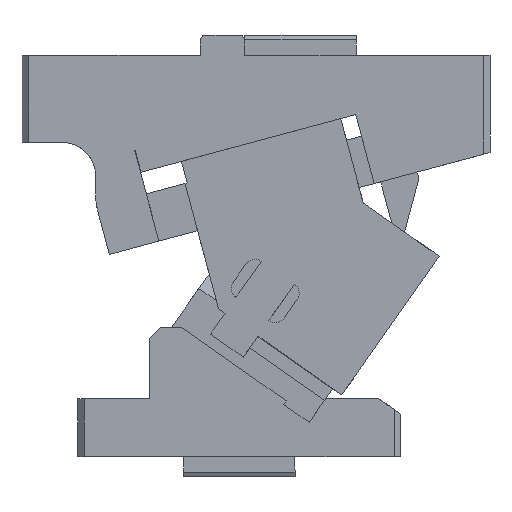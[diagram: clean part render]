
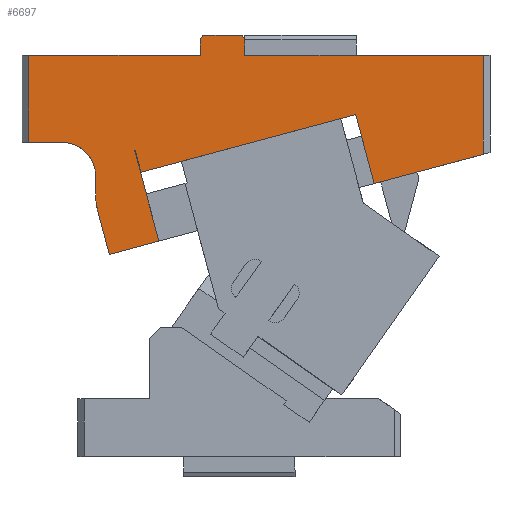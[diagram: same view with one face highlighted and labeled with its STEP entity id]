
A CAD part, front view. The second image highlights one B-rep face of the part: STEP entity #6697.
In plain terms, the highlighted planar face has unit normal (0, -1, 0).
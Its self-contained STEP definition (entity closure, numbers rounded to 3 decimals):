
#3500=CARTESIAN_POINT('Vertex',(36.439,0.,96.654)) ;
#3542=CARTESIAN_POINT('Vertex',(25.568,0.,137.223)) ;
#3545=CARTESIAN_POINT('Line Origine',(31.004,0.,116.938)) ;
#3645=CARTESIAN_POINT('Line Origine',(25.689,0.,137.255)) ;
#3649=CARTESIAN_POINT('Vertex',(25.81,0.,137.287)) ;
#3694=CARTESIAN_POINT('Vertex',(133.031,0.,122.536)) ;
#3697=CARTESIAN_POINT('Line Origine',(128.89,0.,137.99)) ;
#3701=CARTESIAN_POINT('Vertex',(124.749,0.,153.445)) ;
#3825=CARTESIAN_POINT('Vertex',(182.,0.,135.657)) ;
#3832=CARTESIAN_POINT('Vertex',(182.,0.,180.)) ;
#3835=CARTESIAN_POINT('Line Origine',(182.,0.,164.)) ;
#3839=CARTESIAN_POINT('Vertex',(182.,0.,148.)) ;
#3842=CARTESIAN_POINT('Line Origine',(182.,0.,141.828)) ;
#3874=CARTESIAN_POINT('Vertex',(14.222,0.,90.701)) ;
#3877=CARTESIAN_POINT('Line Origine',(11.622,0.,100.405)) ;
#3881=CARTESIAN_POINT('Vertex',(9.022,0.,110.108)) ;
#4591=CARTESIAN_POINT('Axis2P3D Location',(38.,0.,117.873)) ;
#4595=CARTESIAN_POINT('Vertex',(8.,0.,117.873)) ;
#4619=CARTESIAN_POINT('Line Origine',(8.,0.,121.936)) ;
#4623=CARTESIAN_POINT('Vertex',(8.,0.,126.)) ;
#4664=CARTESIAN_POINT('Axis2P3D Location',(-7.,0.,126.)) ;
#4668=CARTESIAN_POINT('Vertex',(-7.,0.,141.)) ;
#4795=CARTESIAN_POINT('Line Origine',(-14.5,0.,141.)) ;
#4799=CARTESIAN_POINT('Vertex',(-22.,0.,141.)) ;
#5010=CARTESIAN_POINT('Vertex',(56.155,0.,189.)) ;
#5024=CARTESIAN_POINT('Vertex',(55.,0.,187.)) ;
#5027=CARTESIAN_POINT('Line Origine',(55.577,0.,188.)) ;
#5051=CARTESIAN_POINT('Line Origine',(65.,0.,189.)) ;
#5055=CARTESIAN_POINT('Vertex',(73.845,0.,189.)) ;
#5075=CARTESIAN_POINT('Line Origine',(74.423,0.,188.)) ;
#5079=CARTESIAN_POINT('Vertex',(75.,0.,187.)) ;
#5122=CARTESIAN_POINT('Line Origine',(-22.,0.,160.5)) ;
#5126=CARTESIAN_POINT('Vertex',(-22.,0.,180.)) ;
#6433=CARTESIAN_POINT('Line Origine',(157.516,0.,129.096)) ;
#6438=CARTESIAN_POINT('Line Origine',(25.331,0.,93.677)) ;
#6512=CARTESIAN_POINT('Vertex',(75.,0.,180.)) ;
#6515=CARTESIAN_POINT('Line Origine',(128.5,0.,180.)) ;
#6561=CARTESIAN_POINT('Vertex',(55.,0.,180.)) ;
#6571=CARTESIAN_POINT('Line Origine',(16.5,0.,180.)) ;
#6608=CARTESIAN_POINT('Line Origine',(55.,0.,183.5)) ;
#6620=CARTESIAN_POINT('Line Origine',(75.,0.,183.5)) ;
#6644=CARTESIAN_POINT('Line Origine',(76.574,0.,140.537)) ;
#6648=CARTESIAN_POINT('Vertex',(28.398,0.,127.628)) ;
#6663=CARTESIAN_POINT('Axis2P3D Location',(4.08,0.,87.983)) ;
#6668=CARTESIAN_POINT('Line Origine',(27.104,0.,132.458)) ;
#3546=DIRECTION('Vector Direction',(0.259,0.,-0.966)) ;
#3646=DIRECTION('Vector Direction',(-0.966,0.,-0.259)) ;
#3698=DIRECTION('Vector Direction',(-0.259,0.,0.966)) ;
#3836=DIRECTION('Vector Direction',(0.,0.,-1.)) ;
#3843=DIRECTION('Vector Direction',(0.,0.,-1.)) ;
#3878=DIRECTION('Vector Direction',(0.259,0.,-0.966)) ;
#4592=DIRECTION('Axis2P3D Direction',(0.,1.,0.)) ;
#4620=DIRECTION('Vector Direction',(0.,0.,1.)) ;
#4665=DIRECTION('Axis2P3D Direction',(0.,1.,0.)) ;
#4796=DIRECTION('Vector Direction',(-1.,0.,0.)) ;
#5028=DIRECTION('Vector Direction',(0.5,0.,0.866)) ;
#5052=DIRECTION('Vector Direction',(-1.,0.,0.)) ;
#5076=DIRECTION('Vector Direction',(-0.5,0.,0.866)) ;
#5123=DIRECTION('Vector Direction',(0.,0.,1.)) ;
#6434=DIRECTION('Vector Direction',(0.966,0.,0.259)) ;
#6439=DIRECTION('Vector Direction',(0.966,0.,0.259)) ;
#6516=DIRECTION('Vector Direction',(-1.,0.,0.)) ;
#6572=DIRECTION('Vector Direction',(-1.,0.,0.)) ;
#6609=DIRECTION('Vector Direction',(0.,0.,1.)) ;
#6621=DIRECTION('Vector Direction',(0.,0.,1.)) ;
#6645=DIRECTION('Vector Direction',(-0.966,0.,-0.259)) ;
#6664=DIRECTION('Axis2P3D Direction',(0.,-1.,0.)) ;
#6665=DIRECTION('Axis2P3D XDirection',(0.966,0.,0.259)) ;
#6669=DIRECTION('Vector Direction',(-0.259,0.,0.966)) ;
#4593=AXIS2_PLACEMENT_3D('Circle Axis2P3D',#4591,#4592,$) ;
#4666=AXIS2_PLACEMENT_3D('Circle Axis2P3D',#4664,#4665,$) ;
#6666=AXIS2_PLACEMENT_3D('Plane Axis2P3D',#6663,#6664,#6665) ;
#6674=ORIENTED_EDGE('',*,*,#5057,.F.) ;
#6675=ORIENTED_EDGE('',*,*,#5031,.F.) ;
#6676=ORIENTED_EDGE('',*,*,#6612,.F.) ;
#6677=ORIENTED_EDGE('',*,*,#6575,.T.) ;
#6678=ORIENTED_EDGE('',*,*,#5128,.F.) ;
#6679=ORIENTED_EDGE('',*,*,#4801,.T.) ;
#6680=ORIENTED_EDGE('',*,*,#4670,.T.) ;
#6681=ORIENTED_EDGE('',*,*,#4625,.F.) ;
#6682=ORIENTED_EDGE('',*,*,#4597,.F.) ;
#6683=ORIENTED_EDGE('',*,*,#3883,.T.) ;
#6684=ORIENTED_EDGE('',*,*,#6442,.T.) ;
#6685=ORIENTED_EDGE('',*,*,#3549,.F.) ;
#6686=ORIENTED_EDGE('',*,*,#3651,.F.) ;
#6687=ORIENTED_EDGE('',*,*,#6672,.F.) ;
#6688=ORIENTED_EDGE('',*,*,#6650,.F.) ;
#6689=ORIENTED_EDGE('',*,*,#3703,.F.) ;
#6690=ORIENTED_EDGE('',*,*,#6437,.T.) ;
#6691=ORIENTED_EDGE('',*,*,#3846,.F.) ;
#6692=ORIENTED_EDGE('',*,*,#3841,.F.) ;
#6693=ORIENTED_EDGE('',*,*,#6519,.T.) ;
#6694=ORIENTED_EDGE('',*,*,#6624,.T.) ;
#6695=ORIENTED_EDGE('',*,*,#5081,.F.) ;
#3547=VECTOR('Line Direction',#3546,1.) ;
#3647=VECTOR('Line Direction',#3646,1.) ;
#3699=VECTOR('Line Direction',#3698,1.) ;
#3837=VECTOR('Line Direction',#3836,1.) ;
#3844=VECTOR('Line Direction',#3843,1.) ;
#3879=VECTOR('Line Direction',#3878,1.) ;
#4621=VECTOR('Line Direction',#4620,1.) ;
#4797=VECTOR('Line Direction',#4796,1.) ;
#5029=VECTOR('Line Direction',#5028,1.) ;
#5053=VECTOR('Line Direction',#5052,1.) ;
#5077=VECTOR('Line Direction',#5076,1.) ;
#5124=VECTOR('Line Direction',#5123,1.) ;
#6435=VECTOR('Line Direction',#6434,1.) ;
#6440=VECTOR('Line Direction',#6439,1.) ;
#6517=VECTOR('Line Direction',#6516,1.) ;
#6573=VECTOR('Line Direction',#6572,1.) ;
#6610=VECTOR('Line Direction',#6609,1.) ;
#6622=VECTOR('Line Direction',#6621,1.) ;
#6646=VECTOR('Line Direction',#6645,1.) ;
#6670=VECTOR('Line Direction',#6669,1.) ;
#6697=ADVANCED_FACE('CAM HOLDER',(#6696),#6667,.T.) ;
#4594=CIRCLE('generated circle',#4593,30.) ;
#4667=CIRCLE('generated circle',#4666,15.) ;
#3549=EDGE_CURVE('',#3543,#3501,#3548,.T.) ;
#3651=EDGE_CURVE('',#3650,#3543,#3648,.T.) ;
#3703=EDGE_CURVE('',#3695,#3702,#3700,.T.) ;
#3841=EDGE_CURVE('',#3833,#3840,#3838,.T.) ;
#3846=EDGE_CURVE('',#3840,#3826,#3845,.T.) ;
#3883=EDGE_CURVE('',#3882,#3875,#3880,.T.) ;
#4597=EDGE_CURVE('',#3882,#4596,#4594,.T.) ;
#4625=EDGE_CURVE('',#4596,#4624,#4622,.T.) ;
#4670=EDGE_CURVE('',#4669,#4624,#4667,.T.) ;
#4801=EDGE_CURVE('',#4800,#4669,#4798,.F.) ;
#5031=EDGE_CURVE('',#5025,#5011,#5030,.T.) ;
#5057=EDGE_CURVE('',#5011,#5056,#5054,.F.) ;
#5081=EDGE_CURVE('',#5056,#5080,#5078,.F.) ;
#5128=EDGE_CURVE('',#4800,#5127,#5125,.T.) ;
#6437=EDGE_CURVE('',#3695,#3826,#6436,.T.) ;
#6442=EDGE_CURVE('',#3875,#3501,#6441,.T.) ;
#6519=EDGE_CURVE('',#3833,#6513,#6518,.T.) ;
#6575=EDGE_CURVE('',#6562,#5127,#6574,.T.) ;
#6612=EDGE_CURVE('',#6562,#5025,#6611,.T.) ;
#6624=EDGE_CURVE('',#6513,#5080,#6623,.T.) ;
#6650=EDGE_CURVE('',#3702,#6649,#6647,.T.) ;
#6672=EDGE_CURVE('',#6649,#3650,#6671,.T.) ;
#6673=EDGE_LOOP('',(#6674,#6675,#6676,#6677,#6678,#6679,#6680,#6681,#6682,#6683,#6684,#6685,#6686,#6687,#6688,#6689,#6690,#6691,#6692,#6693,#6694,#6695)) ;
#6696=FACE_OUTER_BOUND('',#6673,.T.) ;
#3548=LINE('Line',#3545,#3547) ;
#3648=LINE('Line',#3645,#3647) ;
#3700=LINE('Line',#3697,#3699) ;
#3838=LINE('Line',#3835,#3837) ;
#3845=LINE('Line',#3842,#3844) ;
#3880=LINE('Line',#3877,#3879) ;
#4622=LINE('Line',#4619,#4621) ;
#4798=LINE('Line',#4795,#4797) ;
#5030=LINE('Line',#5027,#5029) ;
#5054=LINE('Line',#5051,#5053) ;
#5078=LINE('Line',#5075,#5077) ;
#5125=LINE('Line',#5122,#5124) ;
#6436=LINE('Line',#6433,#6435) ;
#6441=LINE('Line',#6438,#6440) ;
#6518=LINE('Line',#6515,#6517) ;
#6574=LINE('Line',#6571,#6573) ;
#6611=LINE('Line',#6608,#6610) ;
#6623=LINE('Line',#6620,#6622) ;
#6647=LINE('Line',#6644,#6646) ;
#6671=LINE('Line',#6668,#6670) ;
#6667=PLANE('Plane',#6666) ;
#3501=VERTEX_POINT('',#3500) ;
#3543=VERTEX_POINT('',#3542) ;
#3650=VERTEX_POINT('',#3649) ;
#3695=VERTEX_POINT('',#3694) ;
#3702=VERTEX_POINT('',#3701) ;
#3826=VERTEX_POINT('',#3825) ;
#3833=VERTEX_POINT('',#3832) ;
#3840=VERTEX_POINT('',#3839) ;
#3875=VERTEX_POINT('',#3874) ;
#3882=VERTEX_POINT('',#3881) ;
#4596=VERTEX_POINT('',#4595) ;
#4624=VERTEX_POINT('',#4623) ;
#4669=VERTEX_POINT('',#4668) ;
#4800=VERTEX_POINT('',#4799) ;
#5011=VERTEX_POINT('',#5010) ;
#5025=VERTEX_POINT('',#5024) ;
#5056=VERTEX_POINT('',#5055) ;
#5080=VERTEX_POINT('',#5079) ;
#5127=VERTEX_POINT('',#5126) ;
#6513=VERTEX_POINT('',#6512) ;
#6562=VERTEX_POINT('',#6561) ;
#6649=VERTEX_POINT('',#6648) ;
